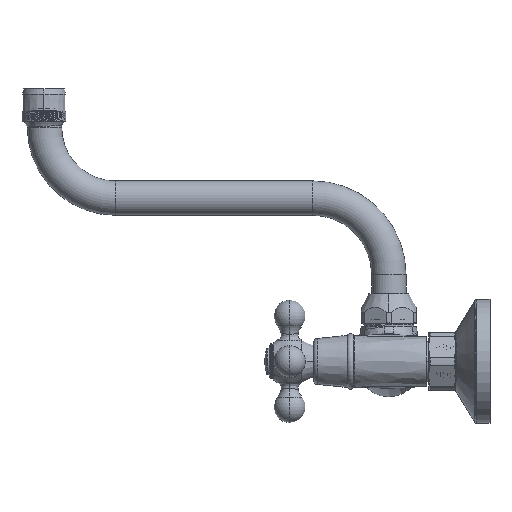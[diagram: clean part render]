
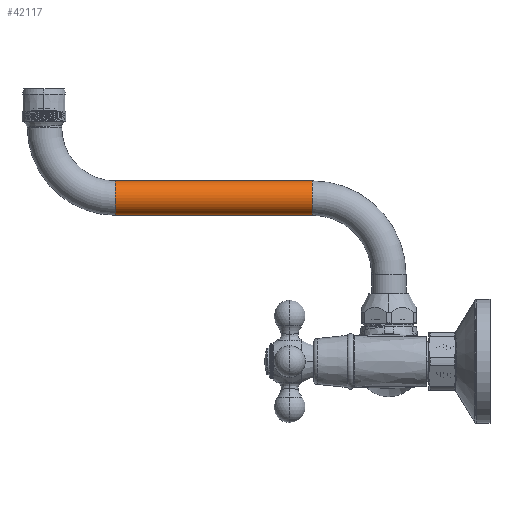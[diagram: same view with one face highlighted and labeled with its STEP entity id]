
A CAD part, left-side view. The second image highlights one B-rep face of the part: STEP entity #42117.
In plain terms, the highlighted cylindrical face has radius 228.6 mm (diameter 457.2 mm), a partial arc.
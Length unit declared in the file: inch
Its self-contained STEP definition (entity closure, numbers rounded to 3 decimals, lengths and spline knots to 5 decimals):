
#40197=CARTESIAN_POINT('',(-128.93551,0.,46.));
#40198=DIRECTION('',(1.,0.,0.));
#40199=DIRECTION('',(0.,0.,-1.));
#40200=AXIS2_PLACEMENT_3D('',#40197,#40198,#40199);
#40202=DIRECTION('',(1.,0.,0.));
#40203=VECTOR('',#40202,103.);
#40204=CARTESIAN_POINT('',(-128.93551,0.,37.));
#40205=LINE('',#40204,#40203);
#40211=DIRECTION('',(1.,0.,0.));
#40212=VECTOR('',#40211,103.);
#40213=CARTESIAN_POINT('',(-128.93551,0.,55.));
#40214=LINE('',#40213,#40212);
#40225=CARTESIAN_POINT('',(-25.93551,0.,46.));
#40226=DIRECTION('',(1.,0.,0.));
#40227=DIRECTION('',(0.,0.,-1.));
#40228=AXIS2_PLACEMENT_3D('',#40225,#40226,#40227);
#41270=CARTESIAN_POINT('',(-128.93551,0.,37.));
#41271=CARTESIAN_POINT('',(-128.93551,0.,55.));
#41272=VERTEX_POINT('',#41270);
#41273=VERTEX_POINT('',#41271);
#41274=CARTESIAN_POINT('',(-25.93551,0.,37.));
#41275=CARTESIAN_POINT('',(-25.93551,0.,55.));
#41276=VERTEX_POINT('',#41274);
#41277=VERTEX_POINT('',#41275);
#42103=CARTESIAN_POINT('',(-128.93551,0.,46.));
#42104=DIRECTION('',(1.,0.,0.));
#42105=DIRECTION('',(0.,0.,-1.));
#42106=AXIS2_PLACEMENT_3D('',#42103,#42104,#42105);
#42107=CYLINDRICAL_SURFACE('',#42106,9.);
#42108=ORIENTED_EDGE('',*,*,#42097,.F.);
#42110=ORIENTED_EDGE('',*,*,#42109,.T.);
#42112=ORIENTED_EDGE('',*,*,#42111,.T.);
#42114=ORIENTED_EDGE('',*,*,#42113,.F.);
#42115=EDGE_LOOP('',(#42108,#42110,#42112,#42114));
#42116=FACE_OUTER_BOUND('',#42115,.F.);
#42117=ADVANCED_FACE('',(#42116),#42107,.T.);
#40201=CIRCLE('',#40200,9.);
#40229=CIRCLE('',#40228,9.);
#42097=EDGE_CURVE('',#41272,#41273,#40201,.T.);
#42109=EDGE_CURVE('',#41272,#41276,#40205,.T.);
#42111=EDGE_CURVE('',#41276,#41277,#40229,.T.);
#42113=EDGE_CURVE('',#41273,#41277,#40214,.T.);
